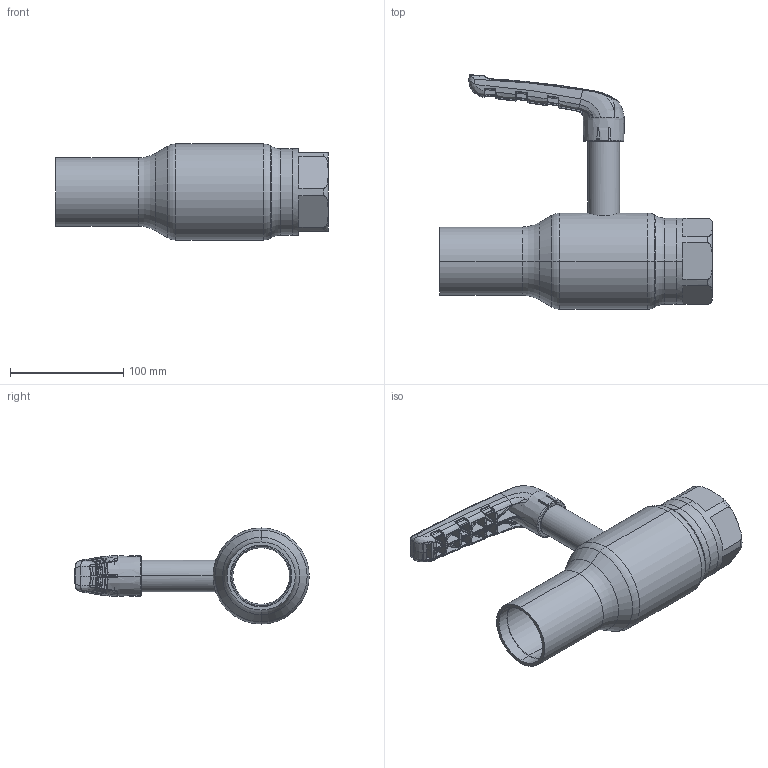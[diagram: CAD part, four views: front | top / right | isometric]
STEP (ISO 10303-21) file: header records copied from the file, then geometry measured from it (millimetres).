
FILE_DESCRIPTION (( 'STEP AP214' ), '1' );
FILE_NAME ('1050003601-2101.STEP', '2019-10-08T12:35:47', ( '' ), ( '' ), 'SwSTEP 2.0', 'SolidWorks 2017', '' );
FILE_SCHEMA (( 'AUTOMOTIVE_DESIGN' ));
Length unit declared in the file: millimetre
Products named in the file (20): 9050180001; 9050003609_007 Finished - OPEN; 9050140000; 9050013601_005 Endfinishing; 9050090000_Uden snap; 92A5066_98A1002; 1050003601-2101; 9040500002_9040500002-Black; 9050020000-1; 9050050001_Uden snap; 9040520001; 1050003601_002 Finished - OPEN; 9050000101_Inserted; 9050000107_Open; 9040520000_9040520000-Red; 9050191001; 9050170000; 1050003601-2_002 Finished - OPEN; 9050130000_20) Pipe assembly; 9050410000
Assembly tree (22 placements, depth 6):
  1050003601-2101
    1050003601-2_002 Finished - OPEN
      1050003601_002 Finished - OPEN
        9050003609_007 Finished - OPEN
          9050013601_005 Endfinishing
          9050000107_Open
            9050090000_Uden snap
            9050170000
            9050191001
            9050180001  x2
            92A5066_98A1002  x2
            9050050001_Uden snap
          9050020000-1
          9050000101_Inserted  x2
            9050130000_20) Pipe assembly
            9050140000
        9050410000
    9040500002_9040500002-Black
    9040520001
      9040520000_9040520000-Red
Bounding box: 241 x 207.31 x 85 mm (x, y, z)
Volume: 443881.5 mm3; surface area: 256833.9 mm2
Topology: 18 solids, 18 shells, 2193 faces, 5295 edges, 3092 vertices
Faces by surface type: bspline 1251, plane 344, cylinder 242, cone 132, sphere 121, torus 103
Entity records: 102529 total; most frequent: CARTESIAN_POINT 61895, ORIENTED_EDGE 10056, DIRECTION 5479, EDGE_CURVE 5028, VERTEX_POINT 2950, B_SPLINE_CURVE_WITH_KNOTS 2700, AXIS2_PLACEMENT_3D 2301, EDGE_LOOP 2174
